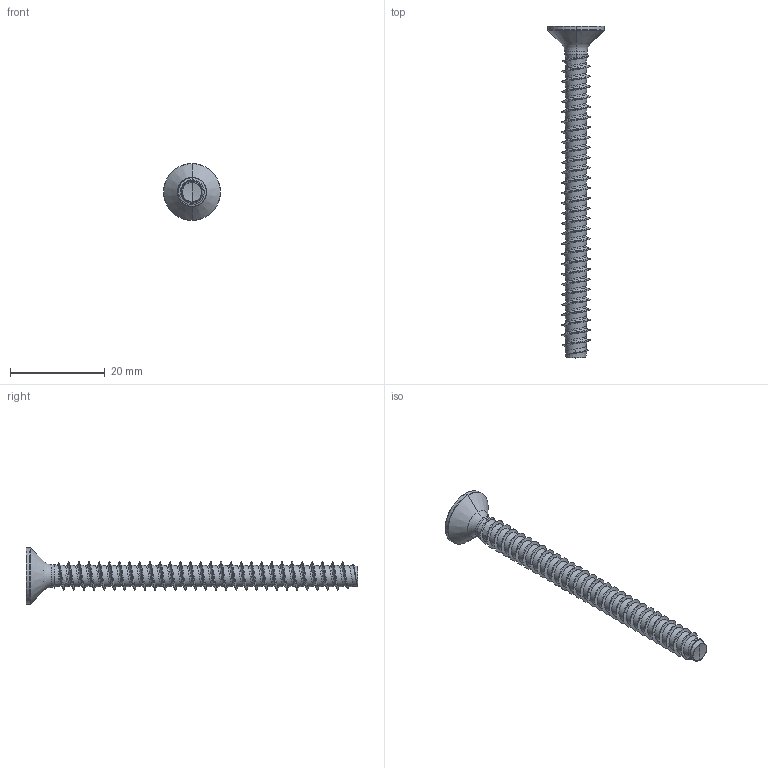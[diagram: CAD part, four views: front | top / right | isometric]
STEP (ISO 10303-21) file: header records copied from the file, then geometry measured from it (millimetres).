
FILE_DESCRIPTION (( 'STEP AP203' ), '1' );
FILE_NAME ('STP330600700.STEP', '2017-08-15T16:54:39', ( '' ), ( '' ), 'SwSTEP 2.0', 'SolidWorks 2015', '' );
FILE_SCHEMA (( 'CONFIG_CONTROL_DESIGN' ));
Length unit declared in the file: millimetre
Products named in the file (1): STP330600700
Bounding box: 12 x 70 x 12 mm (x, y, z)
Volume: 1384.5 mm3; surface area: 1801.5 mm2
Topology: 1 solids, 1 shells, 220 faces, 530 edges, 312 vertices
Faces by surface type: cylinder 105, bspline 51, sphere 26, plane 22, cone 10, torus 6
Entity records: 61509 total; most frequent: CARTESIAN_POINT 56995, ORIENTED_EDGE 1056, DIRECTION 775, EDGE_CURVE 528, VERTEX_POINT 312, AXIS2_PLACEMENT_3D 308, EDGE_LOOP 222, FACE_OUTER_BOUND 220
